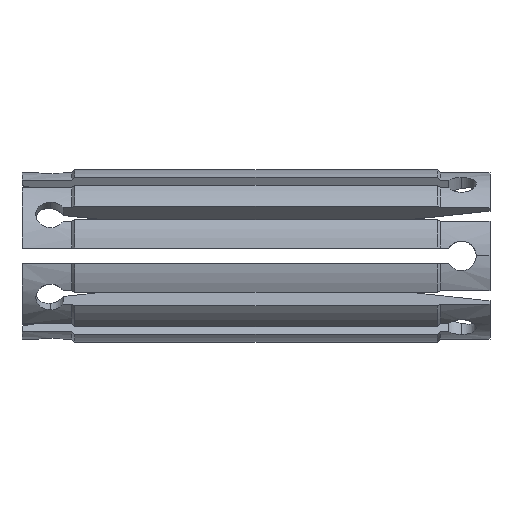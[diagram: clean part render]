
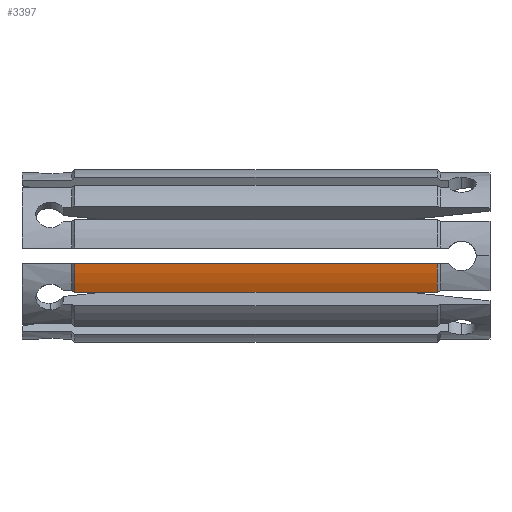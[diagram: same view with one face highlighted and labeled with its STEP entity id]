
A CAD part, top view. The second image highlights one B-rep face of the part: STEP entity #3397.
In plain terms, the highlighted cylindrical face has radius 17.653 mm (diameter 35.306 mm), a partial arc.
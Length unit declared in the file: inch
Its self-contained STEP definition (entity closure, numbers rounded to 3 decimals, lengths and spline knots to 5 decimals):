
#115 = LINE ( 'NONE', #4438, #4908 ) ;
#406 = AXIS2_PLACEMENT_3D ( 'NONE', #2379, #4240, #1919 ) ;
#426 = CARTESIAN_POINT ( 'NONE',  ( 1.455, -0.29197, 0.6307 ) ) ;
#432 = CARTESIAN_POINT ( 'NONE',  ( -1.455, 0., 0. ) ) ;
#440 = ORIENTED_EDGE ( 'NONE', *, *, #1345, .T. ) ;
#450 = CARTESIAN_POINT ( 'NONE',  ( 0., 0., 0. ) ) ;
#605 = AXIS2_PLACEMENT_3D ( 'NONE', #450, #2789, #1810 ) ;
#681 = VERTEX_POINT ( 'NONE', #1044 ) ;
#688 = ORIENTED_EDGE ( 'NONE', *, *, #1496, .F. ) ;
#707 = DIRECTION ( 'NONE',  ( 1., 0., 0. ) ) ;
#1044 = CARTESIAN_POINT ( 'NONE',  ( -1.455, -0.0625, 0.69218 ) ) ;
#1345 = EDGE_CURVE ( 'NONE', #2087, #2526, #3923, .T. ) ;
#1496 = EDGE_CURVE ( 'NONE', #4355, #681, #4524, .T. ) ;
#1810 = DIRECTION ( 'NONE',  ( 0., 0., 1. ) ) ;
#1919 = DIRECTION ( 'NONE',  ( 0., 0., 1. ) ) ;
#1948 = LINE ( 'NONE', #5212, #3282 ) ;
#2087 = VERTEX_POINT ( 'NONE', #426 ) ;
#2213 = EDGE_CURVE ( 'NONE', #681, #2526, #115, .T. ) ;
#2379 = CARTESIAN_POINT ( 'NONE',  ( 1.455, 0., 0. ) ) ;
#2526 = VERTEX_POINT ( 'NONE', #5316 ) ;
#2789 = DIRECTION ( 'NONE',  ( -1., 0., 0. ) ) ;
#3241 = CARTESIAN_POINT ( 'NONE',  ( -1.455, -0.29197, 0.6307 ) ) ;
#3282 = VECTOR ( 'NONE', #707, 39.37008 ) ;
#3302 = FACE_OUTER_BOUND ( 'NONE', #5311, .T. ) ;
#3397 = ADVANCED_FACE ( 'NONE', ( #3302 ), #4684, .T. ) ;
#3531 = ORIENTED_EDGE ( 'NONE', *, *, #2213, .F. ) ;
#3740 = DIRECTION ( 'NONE',  ( -1., 0., 0. ) ) ;
#3923 = CIRCLE ( 'NONE', #406, 0.695 ) ;
#4030 = AXIS2_PLACEMENT_3D ( 'NONE', #432, #3740, #6062 ) ;
#4140 = EDGE_CURVE ( 'NONE', #4355, #2087, #1948, .T. ) ;
#4240 = DIRECTION ( 'NONE',  ( -1., 0., 0. ) ) ;
#4355 = VERTEX_POINT ( 'NONE', #3241 ) ;
#4376 = DIRECTION ( 'NONE',  ( 1., 0., 0. ) ) ;
#4393 = ORIENTED_EDGE ( 'NONE', *, *, #4140, .T. ) ;
#4438 = CARTESIAN_POINT ( 'NONE',  ( 0., -0.0625, 0.69218 ) ) ;
#4524 = CIRCLE ( 'NONE', #4030, 0.695 ) ;
#4684 = CYLINDRICAL_SURFACE ( 'NONE', #605, 0.695 ) ;
#4908 = VECTOR ( 'NONE', #4376, 39.37008 ) ;
#5212 = CARTESIAN_POINT ( 'NONE',  ( 0., -0.29197, 0.6307 ) ) ;
#5311 = EDGE_LOOP ( 'NONE', ( #688, #4393, #440, #3531 ) ) ;
#5316 = CARTESIAN_POINT ( 'NONE',  ( 1.455, -0.0625, 0.69218 ) ) ;
#6062 = DIRECTION ( 'NONE',  ( 0., 0., 1. ) ) ;
